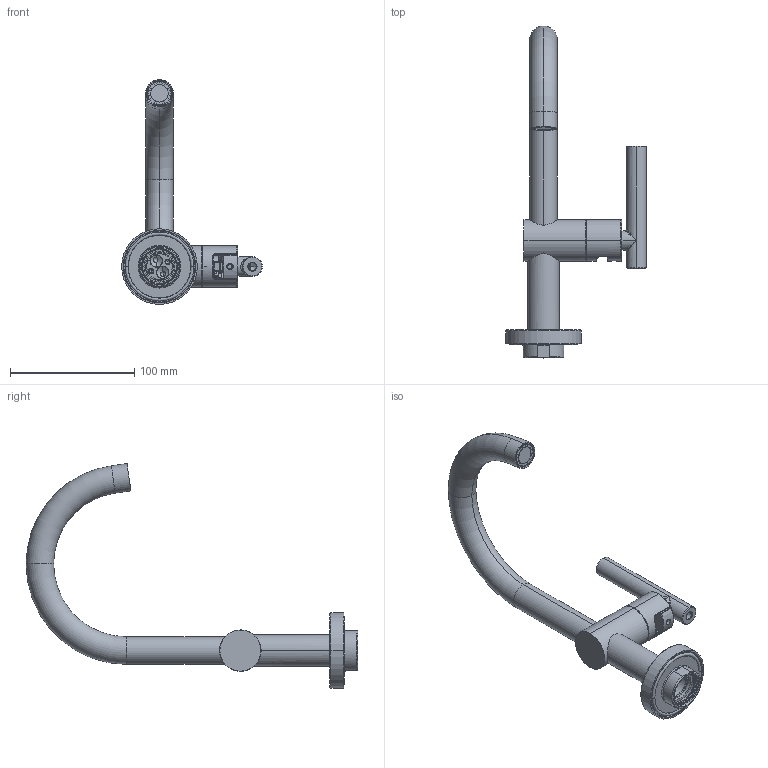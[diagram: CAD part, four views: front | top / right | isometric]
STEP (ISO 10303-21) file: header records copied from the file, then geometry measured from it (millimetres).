
FILE_DESCRIPTION((''),'2;1');
FILE_NAME('3103_ASM','2023-10-12T15:33:29',('NSantos'),(''),'CREO PARAMETRIC BY PTC INC, 2023134','CREO PARAMETRIC BY PTC INC, 2023134','');
FILE_SCHEMA(('CONFIG_CONTROL_DESIGN'));
Length unit declared in the file: inch
Products named in the file (21): 11764; 11884; 2-741_ASM; 13847; 30605; 20-696_ASM; 30760; 91231; 3-793_ASM; 12407; 1-492_ASM; 1-371; 91534; 13938; 13936; 13939; 92012; 92090; 20-755_ASM; 91114; 3103_ASM
Assembly tree (20 placements, depth 5):
  3103_ASM
    3-793_ASM
      20-696_ASM
        2-741_ASM
          11764
          11884
        13847
        30605
      30760
      91231
    1-492_ASM
      12407
    1-371
    91534
    13938
    20-755_ASM
      13936
      13939
      92012
      92090
    91114
Bounding box: 113.39 x 267.42 x 181.18 mm (x, y, z)
Volume: 141685.8 mm3; surface area: 147422.5 mm2
Topology: 17 solids, 27 shells, 1297 faces, 3327 edges, 2094 vertices
Faces by surface type: cylinder 539, plane 321, cone 198, bspline 172, torus 55, sphere 12
Entity records: 77770 total; most frequent: CARTESIAN_POINT 47247, ORIENTED_EDGE 6532, DIRECTION 5859, EDGE_CURVE 3299, AXIS2_PLACEMENT_3D 2256, VERTEX_POINT 2094, EDGE_LOOP 1393, VECTOR 1347
